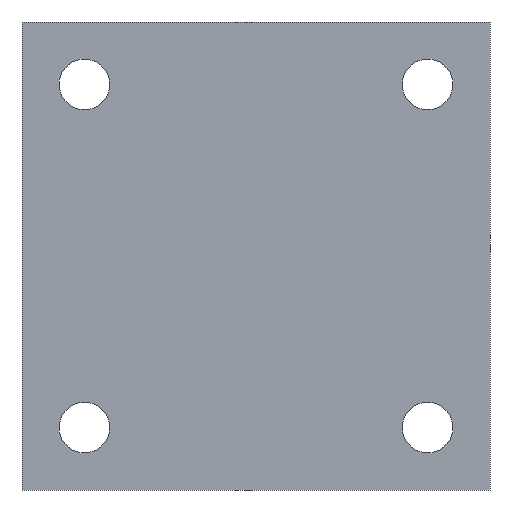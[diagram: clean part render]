
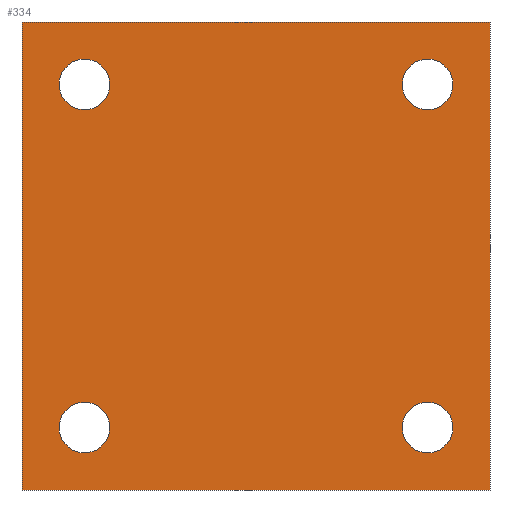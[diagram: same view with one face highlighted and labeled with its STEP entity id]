
A CAD part, front view. The second image highlights one B-rep face of the part: STEP entity #334.
In plain terms, the highlighted planar face has unit normal (0, -1, 0).
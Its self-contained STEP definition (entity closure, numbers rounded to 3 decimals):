
#2 = DIRECTION ( 'NONE',  ( 0., 0., 1. ) ) ;
#12 = EDGE_CURVE ( 'NONE', #958, #830, #1001, .T. ) ;
#19 = DIRECTION ( 'NONE',  ( 0., 0., 1. ) ) ;
#33 = AXIS2_PLACEMENT_3D ( 'NONE', #651, #678, #2 ) ;
#61 = AXIS2_PLACEMENT_3D ( 'NONE', #909, #592, #1346 ) ;
#67 = VERTEX_POINT ( 'NONE', #933 ) ;
#103 = VERTEX_POINT ( 'NONE', #823 ) ;
#107 = DIRECTION ( 'NONE',  ( 0., 0., -1. ) ) ;
#115 = CIRCLE ( 'NONE', #1353, 3.25 ) ;
#158 = EDGE_CURVE ( 'NONE', #1025, #103, #1248, .T. ) ;
#161 = DIRECTION ( 'NONE',  ( 0., 1., 0. ) ) ;
#174 = AXIS2_PLACEMENT_3D ( 'NONE', #815, #161, #810 ) ;
#175 = VERTEX_POINT ( 'NONE', #645 ) ;
#182 = VECTOR ( 'NONE', #993, 1000. ) ;
#201 = DIRECTION ( 'NONE',  ( 0., 1., 0. ) ) ;
#206 = LINE ( 'NONE', #910, #1305 ) ;
#221 = PLANE ( 'NONE',  #1369 ) ;
#239 = DIRECTION ( 'NONE',  ( 0., 1., 0. ) ) ;
#242 = FACE_BOUND ( 'NONE', #1239, .T. ) ;
#303 = CARTESIAN_POINT ( 'NONE',  ( 0., 0., -60. ) ) ;
#334 = ADVANCED_FACE ( 'NONE', ( #681, #242, #881, #475, #956 ), #221, .T. ) ;
#335 = EDGE_CURVE ( 'NONE', #830, #684, #395, .T. ) ;
#355 = DIRECTION ( 'NONE',  ( 0., 0., 1. ) ) ;
#371 = DIRECTION ( 'NONE',  ( 0., 1., 0. ) ) ;
#373 = EDGE_CURVE ( 'NONE', #684, #175, #917, .T. ) ;
#376 = ORIENTED_EDGE ( 'NONE', *, *, #335, .F. ) ;
#378 = CARTESIAN_POINT ( 'NONE',  ( 8., 0., -52. ) ) ;
#387 = AXIS2_PLACEMENT_3D ( 'NONE', #965, #239, #355 ) ;
#393 = CARTESIAN_POINT ( 'NONE',  ( 52., 0., -4.75 ) ) ;
#395 = LINE ( 'NONE', #1294, #182 ) ;
#399 = EDGE_CURVE ( 'NONE', #1262, #1293, #530, .T. ) ;
#446 = CARTESIAN_POINT ( 'NONE',  ( 0., 0., 0. ) ) ;
#450 = CIRCLE ( 'NONE', #874, 3.25 ) ;
#465 = EDGE_LOOP ( 'NONE', ( #625, #1110 ) ) ;
#466 = CARTESIAN_POINT ( 'NONE',  ( 8., 0., -11.25 ) ) ;
#470 = CARTESIAN_POINT ( 'NONE',  ( 60., 0., -60. ) ) ;
#471 = EDGE_CURVE ( 'NONE', #175, #958, #206, .T. ) ;
#475 = FACE_BOUND ( 'NONE', #1202, .T. ) ;
#486 = ORIENTED_EDGE ( 'NONE', *, *, #988, .T. ) ;
#489 = DIRECTION ( 'NONE',  ( 0., 0., 1. ) ) ;
#503 = CARTESIAN_POINT ( 'NONE',  ( 8., 0., -4.75 ) ) ;
#530 = CIRCLE ( 'NONE', #33, 3.25 ) ;
#573 = CIRCLE ( 'NONE', #760, 3.25 ) ;
#592 = DIRECTION ( 'NONE',  ( 0., 1., 0. ) ) ;
#622 = CIRCLE ( 'NONE', #1045, 3.25 ) ;
#625 = ORIENTED_EDGE ( 'NONE', *, *, #399, .T. ) ;
#645 = CARTESIAN_POINT ( 'NONE',  ( 60., 0., 0. ) ) ;
#651 = CARTESIAN_POINT ( 'NONE',  ( 52., 0., -8. ) ) ;
#660 = CARTESIAN_POINT ( 'NONE',  ( 52., 0., -11.25 ) ) ;
#678 = DIRECTION ( 'NONE',  ( 0., 1., 0. ) ) ;
#681 = FACE_BOUND ( 'NONE', #465, .T. ) ;
#684 = VERTEX_POINT ( 'NONE', #1233 ) ;
#715 = ORIENTED_EDGE ( 'NONE', *, *, #373, .F. ) ;
#760 = AXIS2_PLACEMENT_3D ( 'NONE', #1030, #803, #1130 ) ;
#761 = EDGE_CURVE ( 'NONE', #801, #67, #573, .T. ) ;
#792 = CIRCLE ( 'NONE', #174, 3.25 ) ;
#801 = VERTEX_POINT ( 'NONE', #1355 ) ;
#803 = DIRECTION ( 'NONE',  ( 0., 1., 0. ) ) ;
#805 = EDGE_CURVE ( 'NONE', #1293, #1262, #1270, .T. ) ;
#810 = DIRECTION ( 'NONE',  ( 0., 0., 1. ) ) ;
#815 = CARTESIAN_POINT ( 'NONE',  ( 8., 0., -8. ) ) ;
#823 = CARTESIAN_POINT ( 'NONE',  ( 52., 0., -55.25 ) ) ;
#826 = CARTESIAN_POINT ( 'NONE',  ( 52., 0., -52. ) ) ;
#830 = VERTEX_POINT ( 'NONE', #1311 ) ;
#833 = VECTOR ( 'NONE', #1256, 1000. ) ;
#860 = DIRECTION ( 'NONE',  ( 0., -1., 0. ) ) ;
#874 = AXIS2_PLACEMENT_3D ( 'NONE', #878, #1083, #19 ) ;
#878 = CARTESIAN_POINT ( 'NONE',  ( 8., 0., -8. ) ) ;
#881 = FACE_OUTER_BOUND ( 'NONE', #1323, .T. ) ;
#885 = CARTESIAN_POINT ( 'NONE',  ( 60., 0., 0. ) ) ;
#899 = ORIENTED_EDGE ( 'NONE', *, *, #761, .T. ) ;
#903 = DIRECTION ( 'NONE',  ( 0., 0., -1. ) ) ;
#909 = CARTESIAN_POINT ( 'NONE',  ( 52., 0., -52. ) ) ;
#910 = CARTESIAN_POINT ( 'NONE',  ( 60., 0., -60. ) ) ;
#917 = LINE ( 'NONE', #885, #1125 ) ;
#927 = ORIENTED_EDGE ( 'NONE', *, *, #12, .F. ) ;
#933 = CARTESIAN_POINT ( 'NONE',  ( 8., 0., -55.25 ) ) ;
#940 = VERTEX_POINT ( 'NONE', #466 ) ;
#948 = EDGE_LOOP ( 'NONE', ( #1043, #1276 ) ) ;
#956 = FACE_BOUND ( 'NONE', #948, .T. ) ;
#958 = VERTEX_POINT ( 'NONE', #470 ) ;
#965 = CARTESIAN_POINT ( 'NONE',  ( 52., 0., -8. ) ) ;
#988 = EDGE_CURVE ( 'NONE', #67, #801, #622, .T. ) ;
#993 = DIRECTION ( 'NONE',  ( 0., 0., 1. ) ) ;
#1001 = LINE ( 'NONE', #303, #833 ) ;
#1025 = VERTEX_POINT ( 'NONE', #1218 ) ;
#1030 = CARTESIAN_POINT ( 'NONE',  ( 8., 0., -52. ) ) ;
#1043 = ORIENTED_EDGE ( 'NONE', *, *, #1277, .T. ) ;
#1045 = AXIS2_PLACEMENT_3D ( 'NONE', #378, #371, #489 ) ;
#1075 = VERTEX_POINT ( 'NONE', #503 ) ;
#1083 = DIRECTION ( 'NONE',  ( 0., 1., 0. ) ) ;
#1107 = EDGE_CURVE ( 'NONE', #1075, #940, #792, .T. ) ;
#1110 = ORIENTED_EDGE ( 'NONE', *, *, #805, .T. ) ;
#1125 = VECTOR ( 'NONE', #1175, 1000. ) ;
#1130 = DIRECTION ( 'NONE',  ( 0., 0., 1. ) ) ;
#1147 = DIRECTION ( 'NONE',  ( 0., 0., 1. ) ) ;
#1152 = ORIENTED_EDGE ( 'NONE', *, *, #158, .T. ) ;
#1175 = DIRECTION ( 'NONE',  ( 1., 0., 0. ) ) ;
#1202 = EDGE_LOOP ( 'NONE', ( #1342, #1152 ) ) ;
#1218 = CARTESIAN_POINT ( 'NONE',  ( 52., 0., -48.75 ) ) ;
#1220 = ORIENTED_EDGE ( 'NONE', *, *, #471, .F. ) ;
#1233 = CARTESIAN_POINT ( 'NONE',  ( 0., 0., 0. ) ) ;
#1239 = EDGE_LOOP ( 'NONE', ( #486, #899 ) ) ;
#1248 = CIRCLE ( 'NONE', #61, 3.25 ) ;
#1256 = DIRECTION ( 'NONE',  ( -1., 0., 0. ) ) ;
#1262 = VERTEX_POINT ( 'NONE', #660 ) ;
#1270 = CIRCLE ( 'NONE', #387, 3.25 ) ;
#1276 = ORIENTED_EDGE ( 'NONE', *, *, #1107, .T. ) ;
#1277 = EDGE_CURVE ( 'NONE', #940, #1075, #450, .T. ) ;
#1293 = VERTEX_POINT ( 'NONE', #393 ) ;
#1294 = CARTESIAN_POINT ( 'NONE',  ( 0., 0., 0. ) ) ;
#1305 = VECTOR ( 'NONE', #903, 1000. ) ;
#1311 = CARTESIAN_POINT ( 'NONE',  ( 0., 0., -60. ) ) ;
#1323 = EDGE_LOOP ( 'NONE', ( #715, #376, #927, #1220 ) ) ;
#1334 = EDGE_CURVE ( 'NONE', #103, #1025, #115, .T. ) ;
#1342 = ORIENTED_EDGE ( 'NONE', *, *, #1334, .T. ) ;
#1346 = DIRECTION ( 'NONE',  ( 0., 0., 1. ) ) ;
#1353 = AXIS2_PLACEMENT_3D ( 'NONE', #826, #201, #1147 ) ;
#1355 = CARTESIAN_POINT ( 'NONE',  ( 8., 0., -48.75 ) ) ;
#1369 = AXIS2_PLACEMENT_3D ( 'NONE', #446, #860, #107 ) ;
